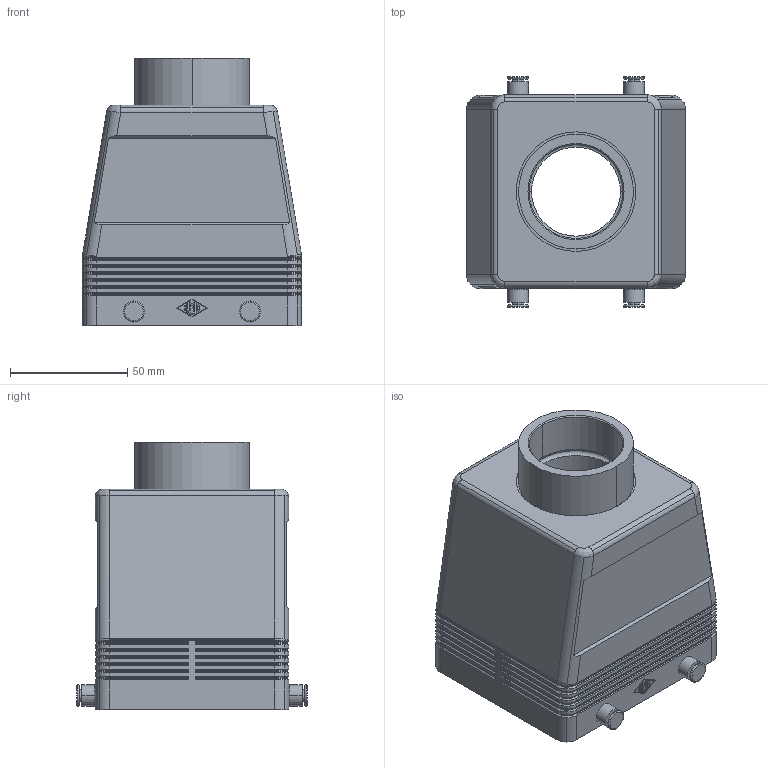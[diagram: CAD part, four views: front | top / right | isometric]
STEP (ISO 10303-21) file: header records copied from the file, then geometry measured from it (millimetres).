
FILE_DESCRIPTION(('Creo Elements/Direct Modeling STEP Export'),'2;1');
FILE_NAME('0ln7uvk49q7oo5g4616','2017-03-20T15:35:01',(''),(''),'PTC Creo Elements/Direct Modeling STEP processor for AP214 (Solid Model)','PTC Creo Elements/Direct Modeling 19.0E 27-Jun-2016 (C) Parametric Technology GmbH','');
FILE_SCHEMA(('AUTOMOTIVE_DESIGN { 1 0 10303 214 1 1 1 1 }'));
Length unit declared in the file: millimetre
Products named in the file (1): MHVE_32.40
Bounding box: 93.5 x 98.5 x 114 mm (x, y, z)
Volume: 163829.7 mm3; surface area: 81150.9 mm2
Topology: 1 solids, 1 shells, 626 faces, 1583 edges, 980 vertices
Faces by surface type: plane 276, cylinder 202, cone 120, torus 20, bspline 4, sphere 4
Entity records: 24083 total; most frequent: CARTESIAN_POINT 3686, DIRECTION 3373, ORIENTED_EDGE 3122, EDGE_CURVE 1561, AXIS2_PLACEMENT_3D 1195, VECTOR 983, LINE 983, VERTEX_POINT 980
